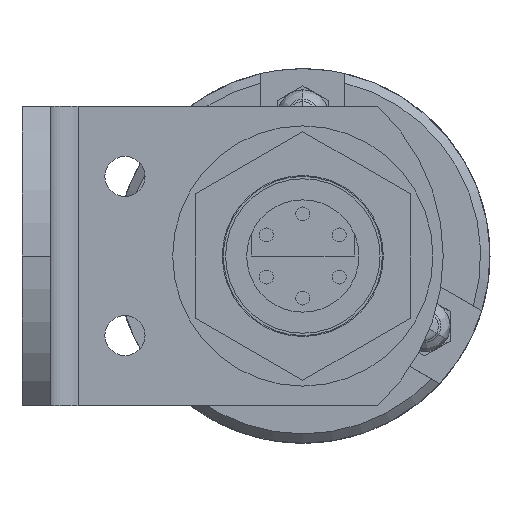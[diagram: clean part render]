
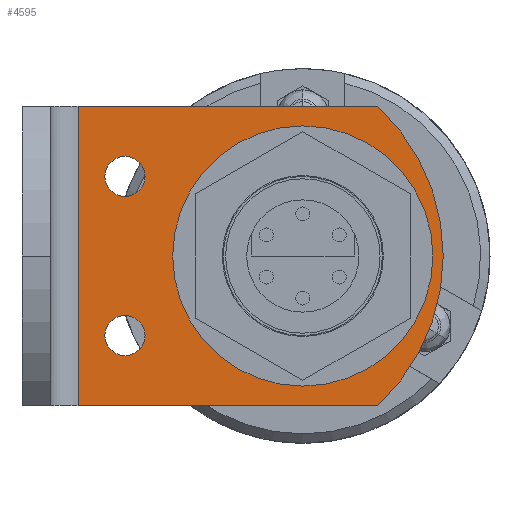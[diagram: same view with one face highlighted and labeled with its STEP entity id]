
A CAD part, front view. The second image highlights one B-rep face of the part: STEP entity #4595.
In plain terms, the highlighted planar face has unit normal (0, -1, 0).
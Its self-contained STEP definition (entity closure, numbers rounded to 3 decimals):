
#295 = CARTESIAN_POINT ( 'NONE',  ( -24., -287.5, -16. ) ) ;
#306 = CARTESIAN_POINT ( 'NONE',  ( 0., -287.5, -8.6 ) ) ;
#452 = DIRECTION ( 'NONE',  ( 0., 0., -1. ) ) ;
#478 = DIRECTION ( 'NONE',  ( 0., -1., 0. ) ) ;
#548 = EDGE_CURVE ( 'NONE', #9980, #5877, #10889, .T. ) ;
#766 = DIRECTION ( 'NONE',  ( 0., 0., -1. ) ) ;
#791 = EDGE_CURVE ( 'NONE', #5877, #9980, #2087, .T. ) ;
#879 = DIRECTION ( 'NONE',  ( -1., 0., 0. ) ) ;
#886 = ORIENTED_EDGE ( 'NONE', *, *, #791, .F. ) ;
#916 = CARTESIAN_POINT ( 'NONE',  ( 15., -287.5, 16. ) ) ;
#1165 = EDGE_LOOP ( 'NONE', ( #7890, #11034 ) ) ;
#1285 = AXIS2_PLACEMENT_3D ( 'NONE', #4778, #11007, #5690 ) ;
#1412 = DIRECTION ( 'NONE',  ( 0., -1., 0. ) ) ;
#1877 = ORIENTED_EDGE ( 'NONE', *, *, #7246, .T. ) ;
#1926 = DIRECTION ( 'NONE',  ( -1., 0., 0. ) ) ;
#2076 = CARTESIAN_POINT ( 'NONE',  ( -19., -287.5, 8.5 ) ) ;
#2087 = CIRCLE ( 'NONE', #8680, 8.6 ) ;
#2529 = AXIS2_PLACEMENT_3D ( 'NONE', #2076, #8291, #2963 ) ;
#2733 = VERTEX_POINT ( 'NONE', #2782 ) ;
#2744 = EDGE_CURVE ( 'NONE', #7958, #8573, #8436, .T. ) ;
#2782 = CARTESIAN_POINT ( 'NONE',  ( -24., -287.5, 16. ) ) ;
#2789 = EDGE_LOOP ( 'NONE', ( #10250, #886 ) ) ;
#2963 = DIRECTION ( 'NONE',  ( 0., 0., -1. ) ) ;
#2971 = CARTESIAN_POINT ( 'NONE',  ( 8., -287.5, -16. ) ) ;
#3211 = CARTESIAN_POINT ( 'NONE',  ( -24., -287.5, 16. ) ) ;
#3251 = FACE_BOUND ( 'NONE', #2789, .T. ) ;
#3384 = LINE ( 'NONE', #3211, #7839 ) ;
#3546 = VERTEX_POINT ( 'NONE', #9491 ) ;
#3743 = EDGE_CURVE ( 'NONE', #3808, #3546, #5810, .T. ) ;
#3808 = VERTEX_POINT ( 'NONE', #5724 ) ;
#3816 = EDGE_CURVE ( 'NONE', #7596, #8290, #8865, .T. ) ;
#3830 = VECTOR ( 'NONE', #879, 1000. ) ;
#4105 = CARTESIAN_POINT ( 'NONE',  ( 15., -287.5, 16. ) ) ;
#4152 = ORIENTED_EDGE ( 'NONE', *, *, #7131, .F. ) ;
#4452 = DIRECTION ( 'NONE',  ( 0., -1., 0. ) ) ;
#4595 = ADVANCED_FACE ( 'NONE', ( #7709, #10058, #3251, #5331 ), #5866, .T. ) ;
#4778 = CARTESIAN_POINT ( 'NONE',  ( -6.786, -287.5, 0. ) ) ;
#5007 = DIRECTION ( 'NONE',  ( 0., 0., -1. ) ) ;
#5331 = FACE_OUTER_BOUND ( 'NONE', #10427, .T. ) ;
#5414 = AXIS2_PLACEMENT_3D ( 'NONE', #5826, #478, #6728 ) ;
#5690 = DIRECTION ( 'NONE',  ( 0., 0., -1. ) ) ;
#5724 = CARTESIAN_POINT ( 'NONE',  ( -19., -287.5, 6.35 ) ) ;
#5801 = DIRECTION ( 'NONE',  ( 0., -1., 0. ) ) ;
#5810 = CIRCLE ( 'NONE', #2529, 2.15 ) ;
#5826 = CARTESIAN_POINT ( 'NONE',  ( -19., -287.5, -8.5 ) ) ;
#5866 = PLANE ( 'NONE',  #8196 ) ;
#5871 = EDGE_CURVE ( 'NONE', #7958, #8293, #6957, .T. ) ;
#5877 = VERTEX_POINT ( 'NONE', #306 ) ;
#6116 = DIRECTION ( 'NONE',  ( 0., -1., 0. ) ) ;
#6212 = LINE ( 'NONE', #916, #3830 ) ;
#6728 = DIRECTION ( 'NONE',  ( 0., 0., -1. ) ) ;
#6744 = CARTESIAN_POINT ( 'NONE',  ( 0., -287.5, 0. ) ) ;
#6957 = CIRCLE ( 'NONE', #1285, 21.786 ) ;
#7051 = CIRCLE ( 'NONE', #10845, 2.15 ) ;
#7131 = EDGE_CURVE ( 'NONE', #3546, #3808, #7051, .T. ) ;
#7240 = CARTESIAN_POINT ( 'NONE',  ( 15., -287.5, -16. ) ) ;
#7246 = EDGE_CURVE ( 'NONE', #8293, #2733, #6212, .T. ) ;
#7458 = EDGE_LOOP ( 'NONE', ( #4152, #7894 ) ) ;
#7495 = EDGE_CURVE ( 'NONE', #8290, #7596, #7595, .T. ) ;
#7595 = CIRCLE ( 'NONE', #5414, 2.15 ) ;
#7596 = VERTEX_POINT ( 'NONE', #7768 ) ;
#7640 = DIRECTION ( 'NONE',  ( 0., 0., -1. ) ) ;
#7709 = FACE_BOUND ( 'NONE', #7458, .T. ) ;
#7768 = CARTESIAN_POINT ( 'NONE',  ( -19., -287.5, -6.35 ) ) ;
#7839 = VECTOR ( 'NONE', #9389, 1000. ) ;
#7884 = CARTESIAN_POINT ( 'NONE',  ( 0., -287.5, 8.6 ) ) ;
#7890 = ORIENTED_EDGE ( 'NONE', *, *, #3816, .F. ) ;
#7894 = ORIENTED_EDGE ( 'NONE', *, *, #3743, .F. ) ;
#7958 = VERTEX_POINT ( 'NONE', #2971 ) ;
#8196 = AXIS2_PLACEMENT_3D ( 'NONE', #4105, #10315, #5007 ) ;
#8290 = VERTEX_POINT ( 'NONE', #9569 ) ;
#8291 = DIRECTION ( 'NONE',  ( 0., -1., 0. ) ) ;
#8293 = VERTEX_POINT ( 'NONE', #10476 ) ;
#8321 = AXIS2_PLACEMENT_3D ( 'NONE', #6744, #1412, #7640 ) ;
#8433 = ORIENTED_EDGE ( 'NONE', *, *, #5871, .T. ) ;
#8436 = LINE ( 'NONE', #7240, #10496 ) ;
#8573 = VERTEX_POINT ( 'NONE', #295 ) ;
#8680 = AXIS2_PLACEMENT_3D ( 'NONE', #9789, #4452, #10678 ) ;
#8865 = CIRCLE ( 'NONE', #11453, 2.15 ) ;
#9389 = DIRECTION ( 'NONE',  ( 0., 0., -1. ) ) ;
#9491 = CARTESIAN_POINT ( 'NONE',  ( -19., -287.5, 10.65 ) ) ;
#9569 = CARTESIAN_POINT ( 'NONE',  ( -19., -287.5, -10.65 ) ) ;
#9789 = CARTESIAN_POINT ( 'NONE',  ( 0., -287.5, 0. ) ) ;
#9980 = VERTEX_POINT ( 'NONE', #7884 ) ;
#10017 = ORIENTED_EDGE ( 'NONE', *, *, #2744, .F. ) ;
#10058 = FACE_BOUND ( 'NONE', #1165, .T. ) ;
#10250 = ORIENTED_EDGE ( 'NONE', *, *, #548, .F. ) ;
#10315 = DIRECTION ( 'NONE',  ( 0., -1., 0. ) ) ;
#10367 = EDGE_CURVE ( 'NONE', #2733, #8573, #3384, .T. ) ;
#10427 = EDGE_LOOP ( 'NONE', ( #10017, #8433, #1877, #11529 ) ) ;
#10476 = CARTESIAN_POINT ( 'NONE',  ( 8., -287.5, 16. ) ) ;
#10496 = VECTOR ( 'NONE', #1926, 1000. ) ;
#10678 = DIRECTION ( 'NONE',  ( 0., 0., -1. ) ) ;
#10845 = AXIS2_PLACEMENT_3D ( 'NONE', #11425, #6116, #766 ) ;
#10889 = CIRCLE ( 'NONE', #8321, 8.6 ) ;
#11007 = DIRECTION ( 'NONE',  ( 0., -1., 0. ) ) ;
#11034 = ORIENTED_EDGE ( 'NONE', *, *, #7495, .F. ) ;
#11120 = CARTESIAN_POINT ( 'NONE',  ( -19., -287.5, -8.5 ) ) ;
#11425 = CARTESIAN_POINT ( 'NONE',  ( -19., -287.5, 8.5 ) ) ;
#11453 = AXIS2_PLACEMENT_3D ( 'NONE', #11120, #5801, #452 ) ;
#11529 = ORIENTED_EDGE ( 'NONE', *, *, #10367, .T. ) ;
